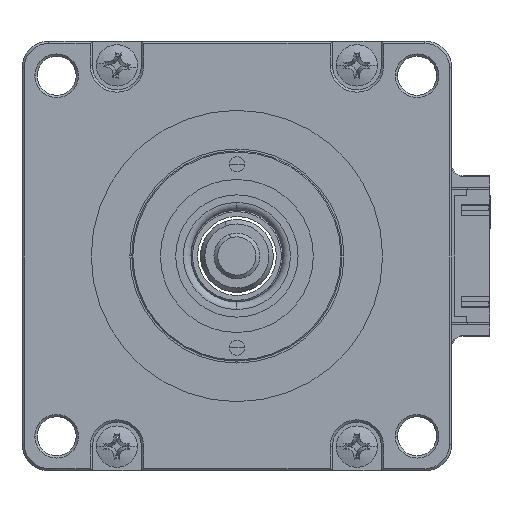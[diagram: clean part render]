
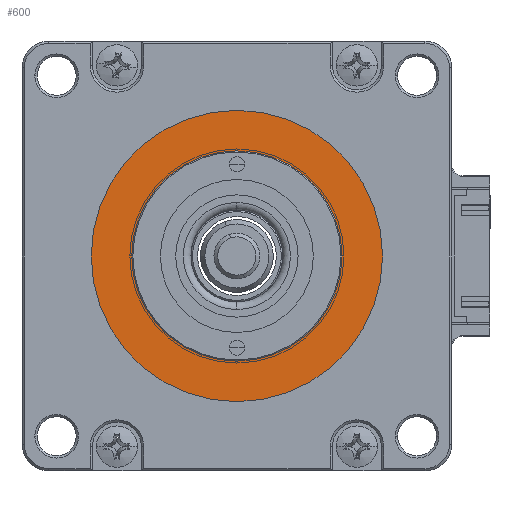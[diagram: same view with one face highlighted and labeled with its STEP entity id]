
A CAD part, left-side view. The second image highlights one B-rep face of the part: STEP entity #600.
In plain terms, the highlighted planar face has unit normal (-1, 0, 0).
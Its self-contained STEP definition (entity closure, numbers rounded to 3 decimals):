
#30 = EDGE_CURVE ( 'NONE', #3091, #2316, #116, .T. ) ;
#116 = CIRCLE ( 'NONE', #10261, 13.75 ) ;
#479 = AXIS2_PLACEMENT_3D ( 'NONE', #3528, #8784, #5764 ) ;
#600 = ADVANCED_FACE ( 'NONE', ( #1964, #4335 ), #2848, .T. ) ;
#640 = CARTESIAN_POINT ( 'NONE',  ( -32.623, 4.472, 48.3 ) ) ;
#1283 = EDGE_CURVE ( 'NONE', #3903, #11589, #6384, .T. ) ;
#1486 = EDGE_CURVE ( 'NONE', #2316, #3091, #8903, .T. ) ;
#1495 = CARTESIAN_POINT ( 'NONE',  ( -32.623, 4.472, 48.3 ) ) ;
#1767 = DIRECTION ( 'NONE',  ( -1., 0., 0. ) ) ;
#1964 = FACE_BOUND ( 'NONE', #6637, .T. ) ;
#2316 = VERTEX_POINT ( 'NONE', #9659 ) ;
#2848 = PLANE ( 'NONE',  #479 ) ;
#2856 = DIRECTION ( 'NONE',  ( -1., 0., 0. ) ) ;
#3006 = CIRCLE ( 'NONE', #5146, 19.05 ) ;
#3091 = VERTEX_POINT ( 'NONE', #7312 ) ;
#3528 = CARTESIAN_POINT ( 'NONE',  ( -32.623, 29.072, 72.9 ) ) ;
#3748 = EDGE_LOOP ( 'NONE', ( #5591, #10987 ) ) ;
#3903 = VERTEX_POINT ( 'NONE', #8724 ) ;
#3976 = EDGE_CURVE ( 'NONE', #11589, #3903, #3006, .T. ) ;
#4157 = DIRECTION ( 'NONE',  ( 0., -1., 0. ) ) ;
#4335 = FACE_OUTER_BOUND ( 'NONE', #3748, .T. ) ;
#5146 = AXIS2_PLACEMENT_3D ( 'NONE', #8905, #2856, #9905 ) ;
#5170 = ORIENTED_EDGE ( 'NONE', *, *, #30, .F. ) ;
#5448 = CARTESIAN_POINT ( 'NONE',  ( -32.623, 4.472, 48.3 ) ) ;
#5591 = ORIENTED_EDGE ( 'NONE', *, *, #1283, .T. ) ;
#5764 = DIRECTION ( 'NONE',  ( 0., -1., 0. ) ) ;
#5839 = ORIENTED_EDGE ( 'NONE', *, *, #1486, .F. ) ;
#6384 = CIRCLE ( 'NONE', #12393, 19.05 ) ;
#6637 = EDGE_LOOP ( 'NONE', ( #5170, #5839 ) ) ;
#7312 = CARTESIAN_POINT ( 'NONE',  ( -32.623, 18.222, 48.3 ) ) ;
#7530 = AXIS2_PLACEMENT_3D ( 'NONE', #640, #1767, #11974 ) ;
#7846 = DIRECTION ( 'NONE',  ( 0., -1., 0. ) ) ;
#8724 = CARTESIAN_POINT ( 'NONE',  ( -32.623, -14.578, 48.3 ) ) ;
#8784 = DIRECTION ( 'NONE',  ( -1., 0., 0. ) ) ;
#8903 = CIRCLE ( 'NONE', #7530, 13.75 ) ;
#8905 = CARTESIAN_POINT ( 'NONE',  ( -32.623, 4.472, 48.3 ) ) ;
#9659 = CARTESIAN_POINT ( 'NONE',  ( -32.623, -9.278, 48.3 ) ) ;
#9905 = DIRECTION ( 'NONE',  ( 0., -1., 0. ) ) ;
#10261 = AXIS2_PLACEMENT_3D ( 'NONE', #5448, #10577, #4157 ) ;
#10577 = DIRECTION ( 'NONE',  ( -1., 0., 0. ) ) ;
#10896 = DIRECTION ( 'NONE',  ( -1., 0., 0. ) ) ;
#10987 = ORIENTED_EDGE ( 'NONE', *, *, #3976, .T. ) ;
#11589 = VERTEX_POINT ( 'NONE', #12397 ) ;
#11974 = DIRECTION ( 'NONE',  ( 0., -1., 0. ) ) ;
#12393 = AXIS2_PLACEMENT_3D ( 'NONE', #1495, #10896, #7846 ) ;
#12397 = CARTESIAN_POINT ( 'NONE',  ( -32.623, 23.522, 48.3 ) ) ;
